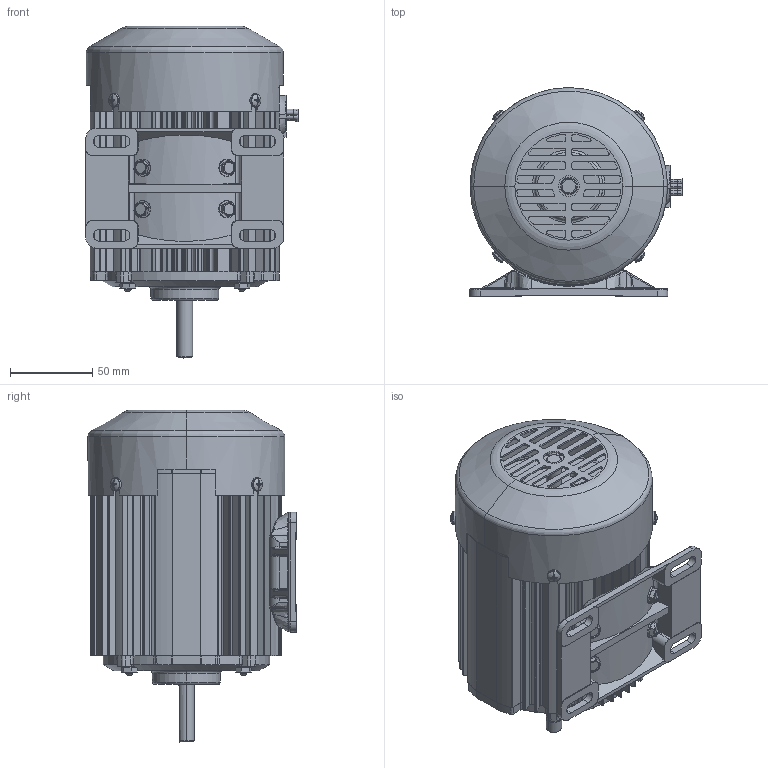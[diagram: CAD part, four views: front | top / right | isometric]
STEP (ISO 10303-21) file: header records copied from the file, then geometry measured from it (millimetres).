
FILE_DESCRIPTION (( 'STEP AP203' ), '1' );
FILE_NAME ('INFM0138.STEP', '2013-12-03T19:10:14', ( 'Sustem Administrator' ), ( 'Bodine Electric Company' ), 'SwSTEP 2.0', 'SolidWorks 2013', '' );
FILE_SCHEMA (( 'CONFIG_CONTROL_DESIGN' ));
Length unit declared in the file: inch
Products named in the file (1): INFM0138
Bounding box: 129.4 x 126.96 x 202.37 mm (x, y, z)
Volume: 1280245 mm3; surface area: 238550.1 mm2
Topology: 38 solids, 38 shells, 1814 faces, 4769 edges, 3023 vertices
Faces by surface type: plane 766, cylinder 584, bspline 214, cone 148, torus 66, sphere 36
Entity records: 72378 total; most frequent: CARTESIAN_POINT 29581, ORIENTED_EDGE 9462, DIRECTION 8443, EDGE_CURVE 4731, AXIS2_PLACEMENT_3D 3339, VERTEX_POINT 3019, EDGE_LOOP 1936, FACE_OUTER_BOUND 1814
